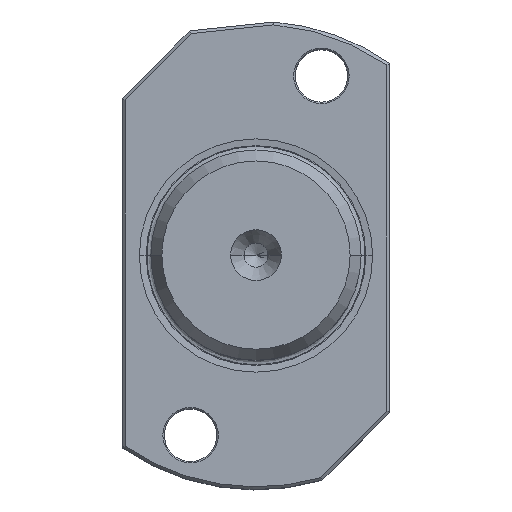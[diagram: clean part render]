
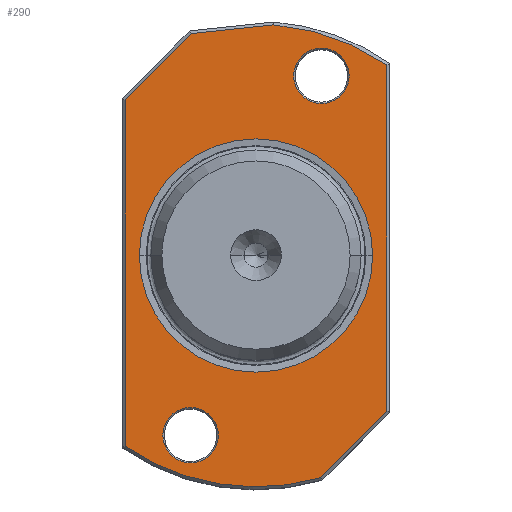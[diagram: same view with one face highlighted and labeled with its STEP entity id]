
A CAD part, top view. The second image highlights one B-rep face of the part: STEP entity #290.
In plain terms, the highlighted planar face has unit normal (0, 0, 1).
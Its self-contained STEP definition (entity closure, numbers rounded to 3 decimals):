
#23 = ORIENTED_EDGE ( 'NONE', *, *, #1791, .T. ) ;
#74 = VERTEX_POINT ( 'NONE', #2517 ) ;
#170 = CARTESIAN_POINT ( 'NONE',  ( 12.2, 0., -25. ) ) ;
#216 = VERTEX_POINT ( 'NONE', #1687 ) ;
#245 = EDGE_LOOP ( 'NONE', ( #1443, #591 ) ) ;
#268 = DIRECTION ( 'NONE',  ( 0., 0., -1. ) ) ;
#290 = ADVANCED_FACE ( 'NONE', ( #2336, #3432, #1909, #3409 ), #834, .F. ) ;
#305 = VERTEX_POINT ( 'NONE', #4071 ) ;
#424 = CARTESIAN_POINT ( 'NONE',  ( 9.74, 18.794, -25. ) ) ;
#467 = CARTESIAN_POINT ( 'NONE',  ( 6.84, 18.794, -25. ) ) ;
#491 = EDGE_CURVE ( 'NONE', #2899, #2612, #516, .T. ) ;
#506 = AXIS2_PLACEMENT_3D ( 'NONE', #565, #2021, #3961 ) ;
#516 = CIRCLE ( 'NONE', #819, 2.9 ) ;
#565 = CARTESIAN_POINT ( 'NONE',  ( -6.84, -18.794, -25. ) ) ;
#591 = ORIENTED_EDGE ( 'NONE', *, *, #491, .T. ) ;
#609 = VERTEX_POINT ( 'NONE', #1173 ) ;
#625 = DIRECTION ( 'NONE',  ( 1., 0., 0. ) ) ;
#722 = ORIENTED_EDGE ( 'NONE', *, *, #2756, .T. ) ;
#761 = ORIENTED_EDGE ( 'NONE', *, *, #2553, .F. ) ;
#819 = AXIS2_PLACEMENT_3D ( 'NONE', #3100, #1285, #2742 ) ;
#834 = PLANE ( 'NONE',  #3337 ) ;
#993 = CARTESIAN_POINT ( 'NONE',  ( 0., 0., -25. ) ) ;
#1018 = ORIENTED_EDGE ( 'NONE', *, *, #2389, .T. ) ;
#1056 = CARTESIAN_POINT ( 'NONE',  ( 13.7, 0., -25. ) ) ;
#1088 = DIRECTION ( 'NONE',  ( 0.707, 0.707, 0. ) ) ;
#1091 = CARTESIAN_POINT ( 'NONE',  ( 6.738, -23.243, -25. ) ) ;
#1111 = EDGE_LOOP ( 'NONE', ( #2663, #1292 ) ) ;
#1116 = AXIS2_PLACEMENT_3D ( 'NONE', #2769, #1313, #2465 ) ;
#1137 = ORIENTED_EDGE ( 'NONE', *, *, #3070, .F. ) ;
#1171 = CARTESIAN_POINT ( 'NONE',  ( 1.862, 24.128, -25. ) ) ;
#1173 = CARTESIAN_POINT ( 'NONE',  ( -13.7, -19.949, -25. ) ) ;
#1196 = CIRCLE ( 'NONE', #3865, 2.9 ) ;
#1198 = LINE ( 'NONE', #3062, #2565 ) ;
#1242 = EDGE_CURVE ( 'NONE', #2612, #2899, #1722, .T. ) ;
#1268 = AXIS2_PLACEMENT_3D ( 'NONE', #467, #2008, #3735 ) ;
#1273 = VECTOR ( 'NONE', #3657, 1000. ) ;
#1281 = CIRCLE ( 'NONE', #1504, 24.2 ) ;
#1285 = DIRECTION ( 'NONE',  ( 0., 0., -1. ) ) ;
#1292 = ORIENTED_EDGE ( 'NONE', *, *, #3023, .F. ) ;
#1313 = DIRECTION ( 'NONE',  ( 0., 0., 1. ) ) ;
#1337 = DIRECTION ( 'NONE',  ( 0., 0., 1. ) ) ;
#1352 = CARTESIAN_POINT ( 'NONE',  ( 13.7, 19.949, -25. ) ) ;
#1380 = EDGE_CURVE ( 'NONE', #2020, #305, #1441, .T. ) ;
#1404 = LINE ( 'NONE', #1056, #1273 ) ;
#1439 = VERTEX_POINT ( 'NONE', #424 ) ;
#1441 = LINE ( 'NONE', #4352, #4601 ) ;
#1443 = ORIENTED_EDGE ( 'NONE', *, *, #1242, .T. ) ;
#1458 = ORIENTED_EDGE ( 'NONE', *, *, #1380, .T. ) ;
#1484 = VERTEX_POINT ( 'NONE', #4512 ) ;
#1504 = AXIS2_PLACEMENT_3D ( 'NONE', #1860, #1517, #2900 ) ;
#1517 = DIRECTION ( 'NONE',  ( 0., 0., -1. ) ) ;
#1687 = CARTESIAN_POINT ( 'NONE',  ( 3.94, 18.794, -25. ) ) ;
#1690 = CARTESIAN_POINT ( 'NONE',  ( 0., 0., -25. ) ) ;
#1722 = CIRCLE ( 'NONE', #506, 2.9 ) ;
#1735 = AXIS2_PLACEMENT_3D ( 'NONE', #1690, #1337, #4218 ) ;
#1752 = LINE ( 'NONE', #3194, #4082 ) ;
#1791 = EDGE_CURVE ( 'NONE', #216, #1439, #1196, .T. ) ;
#1801 = EDGE_LOOP ( 'NONE', ( #722, #23 ) ) ;
#1805 = CARTESIAN_POINT ( 'NONE',  ( -13.7, 16.281, -25. ) ) ;
#1860 = CARTESIAN_POINT ( 'NONE',  ( 0., 0., -25. ) ) ;
#1909 = FACE_BOUND ( 'NONE', #1801, .T. ) ;
#1995 = ORIENTED_EDGE ( 'NONE', *, *, #2543, .F. ) ;
#2008 = DIRECTION ( 'NONE',  ( 0., 0., -1. ) ) ;
#2020 = VERTEX_POINT ( 'NONE', #1091 ) ;
#2021 = DIRECTION ( 'NONE',  ( 0., 0., -1. ) ) ;
#2155 = VERTEX_POINT ( 'NONE', #170 ) ;
#2264 = AXIS2_PLACEMENT_3D ( 'NONE', #993, #2425, #3519 ) ;
#2270 = DIRECTION ( 'NONE',  ( 0., 0., -1. ) ) ;
#2295 = CARTESIAN_POINT ( 'NONE',  ( 0., 11., -25. ) ) ;
#2336 = FACE_BOUND ( 'NONE', #1111, .T. ) ;
#2389 = EDGE_CURVE ( 'NONE', #1484, #74, #4083, .T. ) ;
#2416 = CIRCLE ( 'NONE', #2264, 24.2 ) ;
#2425 = DIRECTION ( 'NONE',  ( 0., 0., -1. ) ) ;
#2465 = DIRECTION ( 'NONE',  ( 1., 0., 0. ) ) ;
#2517 = CARTESIAN_POINT ( 'NONE',  ( -6.759, 23.222, -25. ) ) ;
#2543 = EDGE_CURVE ( 'NONE', #1484, #3185, #2416, .T. ) ;
#2553 = EDGE_CURVE ( 'NONE', #3375, #74, #1752, .T. ) ;
#2565 = VECTOR ( 'NONE', #4459, 1000. ) ;
#2612 = VERTEX_POINT ( 'NONE', #4584 ) ;
#2631 = DIRECTION ( 'NONE',  ( -0.995, -0.105, 0. ) ) ;
#2663 = ORIENTED_EDGE ( 'NONE', *, *, #3931, .F. ) ;
#2737 = EDGE_CURVE ( 'NONE', #3375, #609, #1198, .T. ) ;
#2742 = DIRECTION ( 'NONE',  ( 1., 0., 0. ) ) ;
#2756 = EDGE_CURVE ( 'NONE', #1439, #216, #3183, .T. ) ;
#2769 = CARTESIAN_POINT ( 'NONE',  ( 0., 0., -25. ) ) ;
#2816 = EDGE_LOOP ( 'NONE', ( #1458, #1137, #1995, #1018, #761, #3504, #3875 ) ) ;
#2899 = VERTEX_POINT ( 'NONE', #4174 ) ;
#2900 = DIRECTION ( 'NONE',  ( 0., 1., 0. ) ) ;
#2947 = VECTOR ( 'NONE', #2631, 1000. ) ;
#3018 = VERTEX_POINT ( 'NONE', #3873 ) ;
#3023 = EDGE_CURVE ( 'NONE', #3018, #2155, #3189, .T. ) ;
#3062 = CARTESIAN_POINT ( 'NONE',  ( -13.7, 11., -25. ) ) ;
#3070 = EDGE_CURVE ( 'NONE', #3185, #305, #1404, .T. ) ;
#3100 = CARTESIAN_POINT ( 'NONE',  ( -6.84, -18.794, -25. ) ) ;
#3152 = CARTESIAN_POINT ( 'NONE',  ( 6.84, 18.794, -25. ) ) ;
#3183 = CIRCLE ( 'NONE', #1268, 2.9 ) ;
#3185 = VERTEX_POINT ( 'NONE', #1352 ) ;
#3189 = CIRCLE ( 'NONE', #1116, 12.2 ) ;
#3194 = CARTESIAN_POINT ( 'NONE',  ( -13.7, 16.281, -25. ) ) ;
#3218 = DIRECTION ( 'NONE',  ( 0.707, 0.707, 0. ) ) ;
#3337 = AXIS2_PLACEMENT_3D ( 'NONE', #2295, #2270, #3362 ) ;
#3362 = DIRECTION ( 'NONE',  ( -1., 0., 0. ) ) ;
#3375 = VERTEX_POINT ( 'NONE', #1805 ) ;
#3409 = FACE_OUTER_BOUND ( 'NONE', #2816, .T. ) ;
#3432 = FACE_BOUND ( 'NONE', #245, .T. ) ;
#3504 = ORIENTED_EDGE ( 'NONE', *, *, #2737, .T. ) ;
#3519 = DIRECTION ( 'NONE',  ( 0., 1., 0. ) ) ;
#3657 = DIRECTION ( 'NONE',  ( 0., -1., 0. ) ) ;
#3735 = DIRECTION ( 'NONE',  ( 1., 0., 0. ) ) ;
#3865 = AXIS2_PLACEMENT_3D ( 'NONE', #3152, #268, #625 ) ;
#3871 = CIRCLE ( 'NONE', #1735, 12.2 ) ;
#3873 = CARTESIAN_POINT ( 'NONE',  ( -12.2, 0., -25. ) ) ;
#3875 = ORIENTED_EDGE ( 'NONE', *, *, #4045, .F. ) ;
#3931 = EDGE_CURVE ( 'NONE', #2155, #3018, #3871, .T. ) ;
#3961 = DIRECTION ( 'NONE',  ( 1., 0., 0. ) ) ;
#4045 = EDGE_CURVE ( 'NONE', #2020, #609, #1281, .T. ) ;
#4071 = CARTESIAN_POINT ( 'NONE',  ( 13.7, -16.281, -25. ) ) ;
#4082 = VECTOR ( 'NONE', #3218, 1000. ) ;
#4083 = LINE ( 'NONE', #1171, #2947 ) ;
#4174 = CARTESIAN_POINT ( 'NONE',  ( -9.74, -18.794, -25. ) ) ;
#4218 = DIRECTION ( 'NONE',  ( 1., 0., 0. ) ) ;
#4352 = CARTESIAN_POINT ( 'NONE',  ( 6.738, -23.243, -25. ) ) ;
#4459 = DIRECTION ( 'NONE',  ( 0., -1., 0. ) ) ;
#4512 = CARTESIAN_POINT ( 'NONE',  ( 1.862, 24.128, -25. ) ) ;
#4584 = CARTESIAN_POINT ( 'NONE',  ( -3.94, -18.794, -25. ) ) ;
#4601 = VECTOR ( 'NONE', #1088, 1000. ) ;
